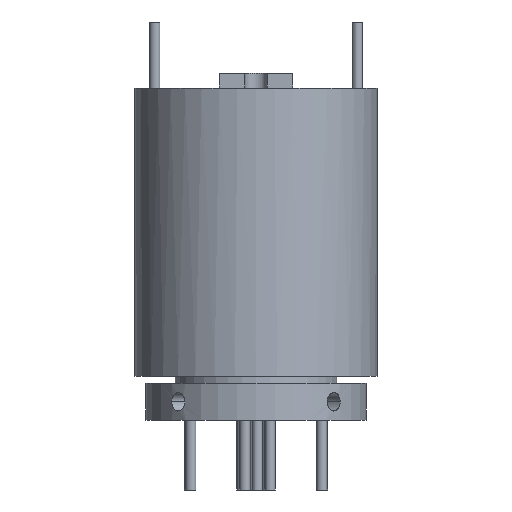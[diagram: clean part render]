
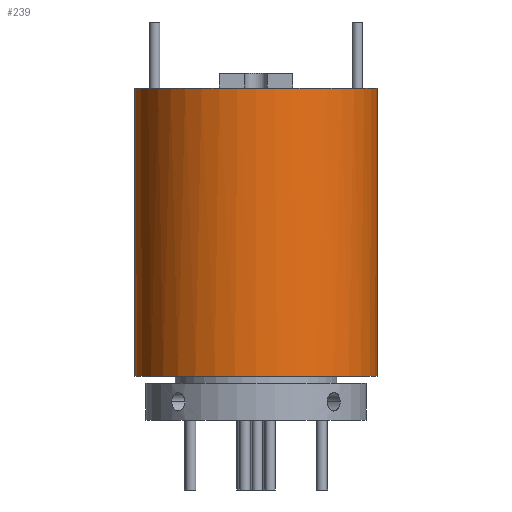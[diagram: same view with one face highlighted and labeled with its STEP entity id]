
A CAD part, front view. The second image highlights one B-rep face of the part: STEP entity #239.
In plain terms, the highlighted cylindrical face has radius 16.5 mm (diameter 33 mm), a partial arc.
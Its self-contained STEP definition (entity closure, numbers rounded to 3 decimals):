
#239=ADVANCED_FACE('',(#490),#387,.T.);
#387=CYLINDRICAL_SURFACE('',#2968,16.5);
#490=FACE_OUTER_BOUND('',#693,.T.);
#693=EDGE_LOOP('',(#1508,#1509,#1510,#1511,#1512,#1513));
#880=LINE('',#4672,#1052);
#881=LINE('',#4676,#1053);
#1052=VECTOR('',#3418,1.);
#1053=VECTOR('',#3421,1.);
#1508=ORIENTED_EDGE('',*,*,#2329,.T.);
#1509=ORIENTED_EDGE('',*,*,#2366,.F.);
#1510=ORIENTED_EDGE('',*,*,#2454,.F.);
#1511=ORIENTED_EDGE('',*,*,#2398,.F.);
#1512=ORIENTED_EDGE('',*,*,#2331,.F.);
#1513=ORIENTED_EDGE('',*,*,#2453,.T.);
#2074=VERTEX_POINT('',#4670);
#2076=VERTEX_POINT('',#4673);
#2077=VERTEX_POINT('',#4675);
#2078=VERTEX_POINT('',#4677);
#2105=VERTEX_POINT('',#4803);
#2115=VERTEX_POINT('',#4852);
#2329=EDGE_CURVE('',#2076,#2074,#880,.T.);
#2331=EDGE_CURVE('',#2077,#2078,#881,.T.);
#2366=EDGE_CURVE('',#2105,#2074,#2638,.T.);
#2398=EDGE_CURVE('',#2078,#2115,#2655,.T.);
#2453=EDGE_CURVE('',#2077,#2076,#2707,.T.);
#2454=EDGE_CURVE('',#2115,#2105,#2708,.T.);
#2638=CIRCLE('',#2880,16.5);
#2655=CIRCLE('',#2903,16.5);
#2707=CIRCLE('',#2965,16.5);
#2708=CIRCLE('',#2967,16.5);
#2880=AXIS2_PLACEMENT_3D('',#4804,#3478,#3479);
#2903=AXIS2_PLACEMENT_3D('',#4851,#3539,#3540);
#2965=AXIS2_PLACEMENT_3D('',#4997,#3664,#3665);
#2967=AXIS2_PLACEMENT_3D('',#4999,#3668,#3669);
#2968=AXIS2_PLACEMENT_3D('',#5000,#3670,#3671);
#3418=DIRECTION('',(0.,0.,1.));
#3421=DIRECTION('',(0.,0.,1.));
#3478=DIRECTION('',(0.,0.,1.));
#3479=DIRECTION('',(1.,0.,0.));
#3539=DIRECTION('',(0.,0.,1.));
#3540=DIRECTION('',(1.,0.,0.));
#3664=DIRECTION('',(0.,0.,1.));
#3665=DIRECTION('',(1.,0.,0.));
#3668=DIRECTION('',(0.,0.,1.));
#3669=DIRECTION('',(1.,0.,0.));
#3670=DIRECTION('',(0.,0.,-1.));
#3671=DIRECTION('',(1.,0.,0.));
#4670=CARTESIAN_POINT('',(16.5,0.,45.2));
#4672=CARTESIAN_POINT('',(16.5,0.,45.2));
#4673=CARTESIAN_POINT('',(16.5,0.,6.));
#4675=CARTESIAN_POINT('',(-16.5,0.,6.));
#4676=CARTESIAN_POINT('',(-16.5,0.,45.2));
#4677=CARTESIAN_POINT('',(-16.5,0.,45.2));
#4803=CARTESIAN_POINT('',(5.,-15.724,45.2));
#4804=CARTESIAN_POINT('',(0.,0.,45.2));
#4851=CARTESIAN_POINT('',(0.,0.,45.2));
#4852=CARTESIAN_POINT('',(-5.,-15.724,45.2));
#4997=CARTESIAN_POINT('',(0.,0.,6.));
#4999=CARTESIAN_POINT('',(0.,0.,45.2));
#5000=CARTESIAN_POINT('',(0.,0.,45.2));
